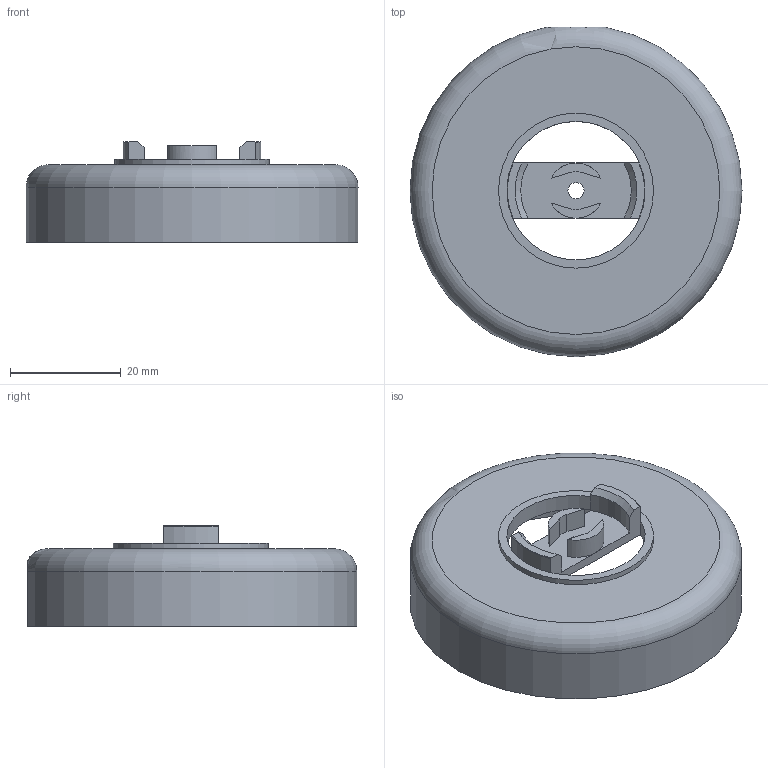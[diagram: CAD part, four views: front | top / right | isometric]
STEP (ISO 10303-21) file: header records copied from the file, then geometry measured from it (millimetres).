
FILE_DESCRIPTION(/* description */ (''),/* implementation_level */ '2;1');
FILE_NAME(/* name */ '',/* time_stamp */ '2024-06-24T22:07:04+08:00',/* author */ (''),/* organization */ (''),/* preprocessor_version */ 'ST-DEVELOPER v20',/* originating_system */ 'Autodesk Translation Framework v13.14.0.145',/* authorisation */ '');
FILE_SCHEMA (('AUTOMOTIVE_DESIGN { 1 0 10303 214 3 1 1 }'));
Length unit declared in the file: millimetre
Products named in the file (1): 合体底座
Bounding box: 60 x 59.54 x 18.2 mm (x, y, z)
Volume: 10663.3 mm3; surface area: 10545.7 mm2
Topology: 1 solids, 1 shells, 85 faces, 219 edges, 146 vertices
Faces by surface type: plane 48, cylinder 32, cone 4, torus 1
Full cylindrical faces by diameter (mm): 2 x6, 2.9 x1, 5 x3, 28 x1
Entity records: 2670 total; most frequent: CARTESIAN_POINT 488, DIRECTION 456, ORIENTED_EDGE 438, EDGE_CURVE 219, AXIS2_PLACEMENT_3D 160, VERTEX_POINT 146, LINE 136, VECTOR 136
